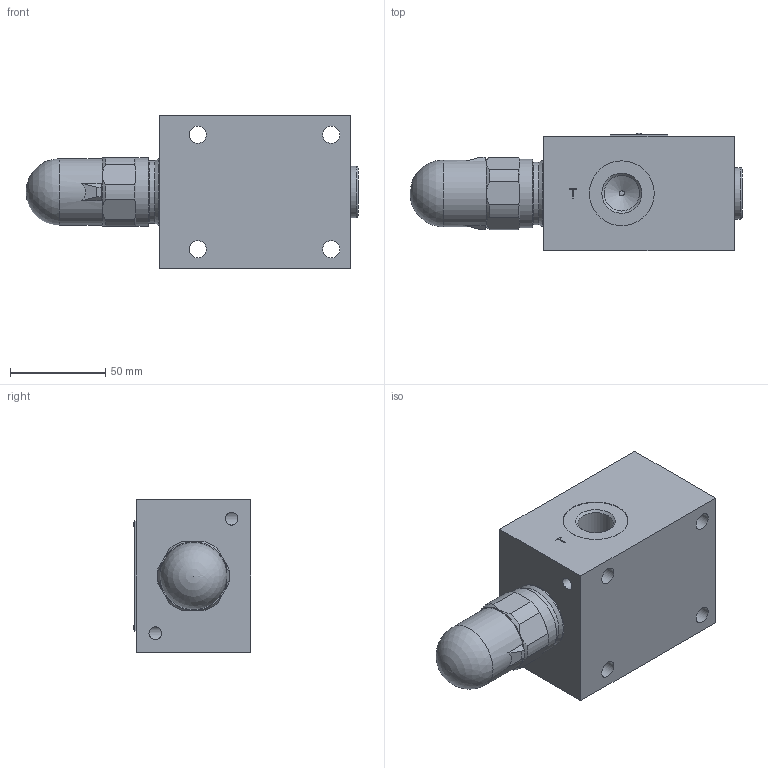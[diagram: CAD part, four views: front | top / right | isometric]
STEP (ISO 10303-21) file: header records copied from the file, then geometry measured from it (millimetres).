
FILE_DESCRIPTION(/* description */ ('STEP AP214'),/* implementation_level */ '2;1');
FILE_NAME(/* name */ 'R900424738',/* time_stamp */ '2024-06-03T12:56:49+02:00',/* author */ ('License CC BY-ND 4.0'),/* organization */ ('CADENAS'),/* preprocessor_version */ 'ST-DEVELOPER v19.3',/* originating_system */ 'PARTsolutions',/* authorisation */ ' ');
FILE_SCHEMA (('AUTOMOTIVE_DESIGN {1 0 10303 214 3 1 1}'));
Length unit declared in the file: millimetre
Products named in the file (5): BOSCH-Rexroth DBDS10G1X/100; DBD10/100_tch; DBD10G/_plug; 58x30_dbd_np; DBDS10/_cartridge
Assembly tree (4 placements, depth 2):
  BOSCH-Rexroth DBDS10G1X/100
    DBD10/100_tch
    DBD10G/_plug
    58x30_dbd_np
    DBDS10/_cartridge
Bounding box: 174 x 61.5 x 80 mm (x, y, z)
Volume: 507622.8 mm3; surface area: 76792.2 mm2
Topology: 4 solids, 4 shells, 385 faces, 999 edges, 654 vertices
Faces by surface type: cylinder 202, plane 149, cone 27, torus 6, sphere 1
Full cylindrical faces by diameter (mm): 6.647 x2, 8 x1, 9 x4, 13 x2, 18.5 x1, 18.631 x3, 20.955 x1, 24.7 x1, 26.9 x1, 28 x1, 30 x1, 31 x1, 31.5 x1, 31.9 x1, 31.97 x2, 32.03 x1, 32.7 x1, 33.376 x1, 34 x3, 35 x2, 36 x1
Entity records: 14403 total; most frequent: CARTESIAN_POINT 2127, DIRECTION 2118, ORIENTED_EDGE 1874, EDGE_CURVE 937, AXIS2_PLACEMENT_3D 820, VERTEX_POINT 648, FACE_BOUND 491, EDGE_LOOP 490
